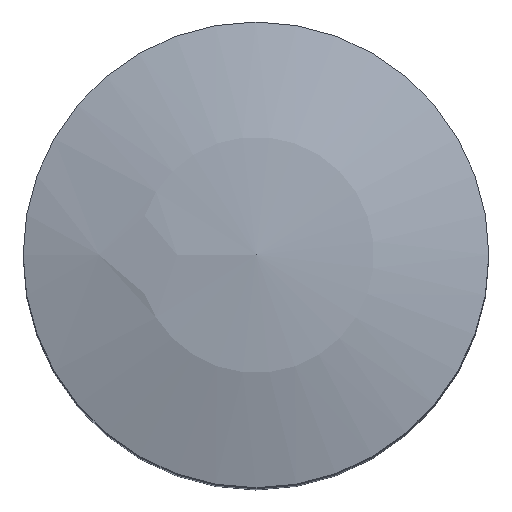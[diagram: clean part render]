
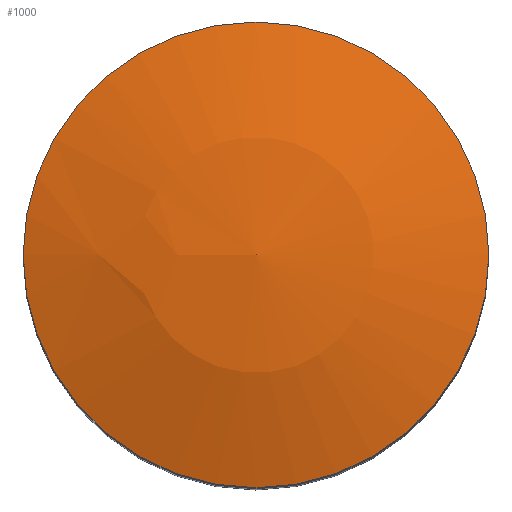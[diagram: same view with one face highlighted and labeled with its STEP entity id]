
A CAD part, top view. The second image highlights one B-rep face of the part: STEP entity #1000.
In plain terms, the highlighted spherical face has radius 9.25 mm.
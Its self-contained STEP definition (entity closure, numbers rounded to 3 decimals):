
#15=SPHERICAL_SURFACE('',#1091,9.25);
#92=FACE_OUTER_BOUND('',#150,.T.);
#150=EDGE_LOOP('',(#910,#911,#912));
#175=CIRCLE('',#1090,3.);
#176=CIRCLE('',#1092,9.25);
#458=VERTEX_POINT('',#3655);
#459=VERTEX_POINT('',#3659);
#608=EDGE_CURVE('',#458,#458,#175,.T.);
#610=EDGE_CURVE('',#459,#458,#176,.T.);
#910=ORIENTED_EDGE('',*,*,#608,.T.);
#911=ORIENTED_EDGE('',*,*,#610,.F.);
#912=ORIENTED_EDGE('',*,*,#610,.T.);
#1000=ADVANCED_FACE('',(#92),#15,.T.);
#1090=AXIS2_PLACEMENT_3D('',#3656,#1301,#1302);
#1091=AXIS2_PLACEMENT_3D('',#3658,#1304,#1305);
#1092=AXIS2_PLACEMENT_3D('',#3660,#1306,#1307);
#1301=DIRECTION('center_axis',(0.,0.,1.));
#1302=DIRECTION('ref_axis',(1.,0.,0.));
#1304=DIRECTION('center_axis',(0.,0.,1.));
#1305=DIRECTION('ref_axis',(1.,0.,0.));
#1306=DIRECTION('center_axis',(0.,-1.,0.));
#1307=DIRECTION('ref_axis',(-1.,0.,0.));
#3655=CARTESIAN_POINT('',(-3.,0.,20.5));
#3656=CARTESIAN_POINT('Origin',(0.,0.,20.5));
#3658=CARTESIAN_POINT('Origin',(0.,0.,11.75));
#3659=CARTESIAN_POINT('',(0.,0.,21.));
#3660=CARTESIAN_POINT('Origin',(0.,0.,11.75));
